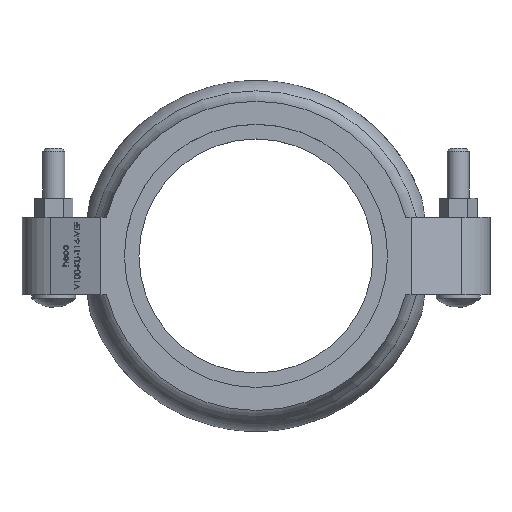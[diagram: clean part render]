
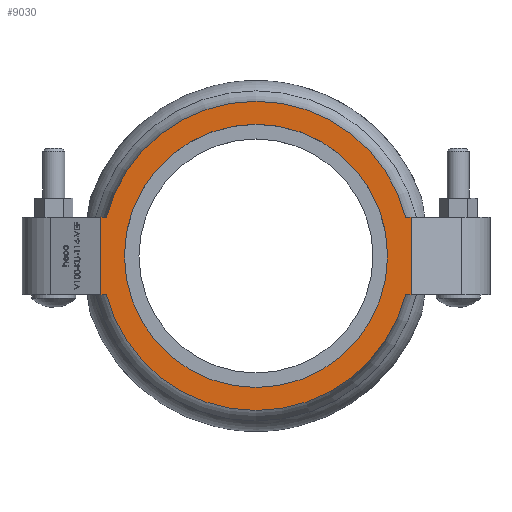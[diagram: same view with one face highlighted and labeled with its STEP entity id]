
A CAD part, top view. The second image highlights one B-rep face of the part: STEP entity #9030.
In plain terms, the highlighted planar face has unit normal (0, 0, 1).
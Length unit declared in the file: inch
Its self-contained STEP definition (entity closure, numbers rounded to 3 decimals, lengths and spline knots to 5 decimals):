
#382 = CARTESIAN_POINT ( 'NONE',  ( 2.65, 0.661, 1.125 ) ) ;
#402 = DIRECTION ( 'NONE',  ( 1., 0., 0. ) ) ;
#541 = DIRECTION ( 'NONE',  ( -1., 0., 0. ) ) ;
#605 = CARTESIAN_POINT ( 'NONE',  ( -2.25, 0., 1.125 ) ) ;
#875 = DIRECTION ( 'NONE',  ( 0., 0., 1. ) ) ;
#1070 = CARTESIAN_POINT ( 'NONE',  ( 0., 0., 1.125 ) ) ;
#1087 = DIRECTION ( 'NONE',  ( 1., 0., 0. ) ) ;
#1092 = DIRECTION ( 'NONE',  ( 1., 0., 0. ) ) ;
#1725 = CARTESIAN_POINT ( 'NONE',  ( 2.65, -0.661, 1.125 ) ) ;
#1935 = ORIENTED_EDGE ( 'NONE', *, *, #14832, .T. ) ;
#2106 = CARTESIAN_POINT ( 'NONE',  ( -2.65, -0.661, 1.125 ) ) ;
#2440 = EDGE_CURVE ( 'NONE', #11547, #2842, #5267, .T. ) ;
#2842 = VERTEX_POINT ( 'NONE', #11146 ) ;
#2860 = DIRECTION ( 'NONE',  ( -1., 0., 0. ) ) ;
#3140 = LINE ( 'NONE', #10721, #3539 ) ;
#3330 = VECTOR ( 'NONE', #12917, 39.37008 ) ;
#3361 = CIRCLE ( 'NONE', #7963, 2.643 ) ;
#3534 = EDGE_CURVE ( 'NONE', #14581, #2842, #3361, .T. ) ;
#3539 = VECTOR ( 'NONE', #14577, 39.37008 ) ;
#3562 = DIRECTION ( 'NONE',  ( 0., 0., -1. ) ) ;
#3569 = ORIENTED_EDGE ( 'NONE', *, *, #12949, .F. ) ;
#3924 = CARTESIAN_POINT ( 'NONE',  ( -2.65, 0.661, 1.125 ) ) ;
#3969 = EDGE_CURVE ( 'NONE', #12923, #11953, #3140, .T. ) ;
#4003 = CIRCLE ( 'NONE', #11072, 2.643 ) ;
#4022 = CARTESIAN_POINT ( 'NONE',  ( -2.65, 0.661, 1.125 ) ) ;
#4123 = EDGE_LOOP ( 'NONE', ( #11856, #6521, #1935, #15113, #8060, #9349, #7322, #3569 ) ) ;
#4319 = DIRECTION ( 'NONE',  ( -1., 0., 0. ) ) ;
#4378 = AXIS2_PLACEMENT_3D ( 'NONE', #1070, #3562, #5519 ) ;
#4467 = CARTESIAN_POINT ( 'NONE',  ( 0., -2.015, 1.125 ) ) ;
#4653 = ORIENTED_EDGE ( 'NONE', *, *, #12219, .T. ) ;
#4694 = CARTESIAN_POINT ( 'NONE',  ( 0., 0., 1.125 ) ) ;
#4833 = EDGE_CURVE ( 'NONE', #15002, #11953, #4003, .T. ) ;
#4986 = VERTEX_POINT ( 'NONE', #605 ) ;
#5267 = LINE ( 'NONE', #11694, #7608 ) ;
#5353 = VECTOR ( 'NONE', #15756, 39.37008 ) ;
#5383 = CARTESIAN_POINT ( 'NONE',  ( -2.55901, 0.661, 1.125 ) ) ;
#5519 = DIRECTION ( 'NONE',  ( -1., 0., 0. ) ) ;
#5927 = CIRCLE ( 'NONE', #4378, 2.25 ) ;
#5976 = CARTESIAN_POINT ( 'NONE',  ( 0., 0., 1.125 ) ) ;
#6521 = ORIENTED_EDGE ( 'NONE', *, *, #3969, .F. ) ;
#7020 = VERTEX_POINT ( 'NONE', #2106 ) ;
#7322 = ORIENTED_EDGE ( 'NONE', *, *, #15594, .T. ) ;
#7608 = VECTOR ( 'NONE', #4319, 39.37008 ) ;
#7862 = LINE ( 'NONE', #9611, #5353 ) ;
#7963 = AXIS2_PLACEMENT_3D ( 'NONE', #5976, #875, #1087 ) ;
#8035 = VERTEX_POINT ( 'NONE', #382 ) ;
#8060 = ORIENTED_EDGE ( 'NONE', *, *, #3534, .T. ) ;
#8399 = FACE_OUTER_BOUND ( 'NONE', #4123, .T. ) ;
#8401 = LINE ( 'NONE', #3924, #13030 ) ;
#8791 = FACE_BOUND ( 'NONE', #11286, .T. ) ;
#9030 = ADVANCED_FACE ( 'NONE', ( #8399, #8791 ), #9347, .T. ) ;
#9245 = CARTESIAN_POINT ( 'NONE',  ( 2.55901, 0.661, 1.125 ) ) ;
#9347 = PLANE ( 'NONE',  #13414 ) ;
#9349 = ORIENTED_EDGE ( 'NONE', *, *, #2440, .F. ) ;
#9611 = CARTESIAN_POINT ( 'NONE',  ( 2.65, 0., 1.125 ) ) ;
#10202 = CARTESIAN_POINT ( 'NONE',  ( -2.65, -0.661, 1.125 ) ) ;
#10508 = CARTESIAN_POINT ( 'NONE',  ( -2.65, 0., 1.125 ) ) ;
#10721 = CARTESIAN_POINT ( 'NONE',  ( -2.65, 0.661, 1.125 ) ) ;
#11072 = AXIS2_PLACEMENT_3D ( 'NONE', #4694, #13376, #1092 ) ;
#11146 = CARTESIAN_POINT ( 'NONE',  ( 2.55901, -0.661, 1.125 ) ) ;
#11286 = EDGE_LOOP ( 'NONE', ( #4653 ) ) ;
#11547 = VERTEX_POINT ( 'NONE', #1725 ) ;
#11694 = CARTESIAN_POINT ( 'NONE',  ( -2.65, -0.661, 1.125 ) ) ;
#11793 = LINE ( 'NONE', #10202, #15698 ) ;
#11856 = ORIENTED_EDGE ( 'NONE', *, *, #4833, .T. ) ;
#11953 = VERTEX_POINT ( 'NONE', #5383 ) ;
#12219 = EDGE_CURVE ( 'NONE', #4986, #4986, #5927, .T. ) ;
#12917 = DIRECTION ( 'NONE',  ( 0., -1., 0. ) ) ;
#12923 = VERTEX_POINT ( 'NONE', #4022 ) ;
#12949 = EDGE_CURVE ( 'NONE', #15002, #8035, #8401, .T. ) ;
#13030 = VECTOR ( 'NONE', #402, 39.37008 ) ;
#13376 = DIRECTION ( 'NONE',  ( 0., 0., 1. ) ) ;
#13414 = AXIS2_PLACEMENT_3D ( 'NONE', #4467, #15334, #541 ) ;
#13447 = EDGE_CURVE ( 'NONE', #14581, #7020, #11793, .T. ) ;
#14577 = DIRECTION ( 'NONE',  ( 1., 0., 0. ) ) ;
#14581 = VERTEX_POINT ( 'NONE', #15513 ) ;
#14686 = LINE ( 'NONE', #10508, #3330 ) ;
#14832 = EDGE_CURVE ( 'NONE', #12923, #7020, #14686, .T. ) ;
#15002 = VERTEX_POINT ( 'NONE', #9245 ) ;
#15113 = ORIENTED_EDGE ( 'NONE', *, *, #13447, .F. ) ;
#15334 = DIRECTION ( 'NONE',  ( 0., 0., 1. ) ) ;
#15513 = CARTESIAN_POINT ( 'NONE',  ( -2.55901, -0.661, 1.125 ) ) ;
#15594 = EDGE_CURVE ( 'NONE', #11547, #8035, #7862, .T. ) ;
#15698 = VECTOR ( 'NONE', #2860, 39.37008 ) ;
#15756 = DIRECTION ( 'NONE',  ( 0., 1., 0. ) ) ;
